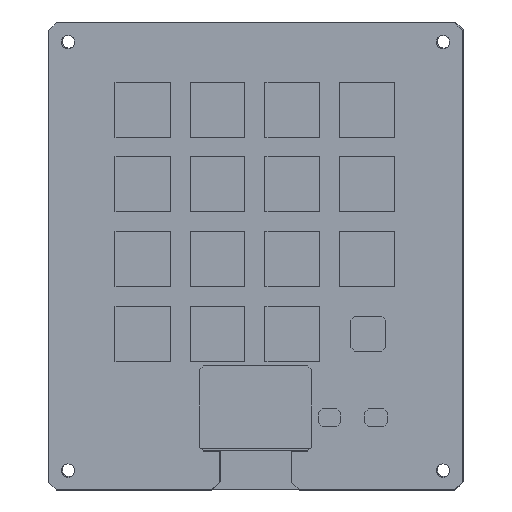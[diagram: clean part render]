
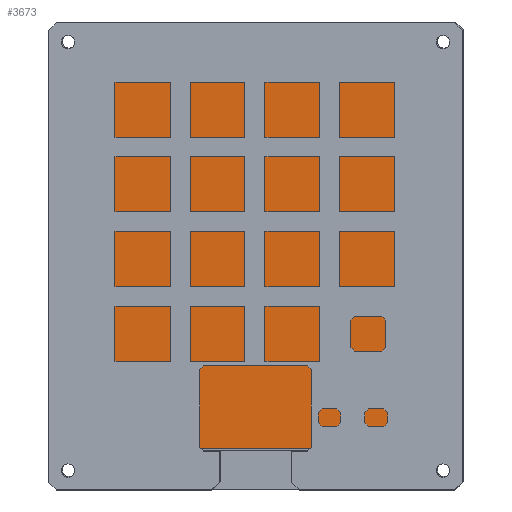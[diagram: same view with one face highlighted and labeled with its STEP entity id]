
A CAD part, top view. The second image highlights one B-rep face of the part: STEP entity #3673.
In plain terms, the highlighted planar face has unit normal (0, 0, 1).
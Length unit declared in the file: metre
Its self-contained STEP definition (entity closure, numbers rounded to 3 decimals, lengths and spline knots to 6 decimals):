
#1055=ORIENTED_EDGE('',*,*,#1544,.F.);
#1056=ORIENTED_EDGE('',*,*,#1548,.T.);
#1057=ORIENTED_EDGE('',*,*,#1551,.T.);
#1058=ORIENTED_EDGE('',*,*,#1553,.F.);
#1544=EDGE_CURVE('',#1877,#1878,#2327,.T.);
#1548=EDGE_CURVE('',#1877,#1880,#2331,.T.);
#1551=EDGE_CURVE('',#1880,#1882,#2334,.T.);
#1553=EDGE_CURVE('',#1878,#1882,#2336,.T.);
#1877=VERTEX_POINT('',#5842);
#1878=VERTEX_POINT('',#5844);
#1880=VERTEX_POINT('',#5850);
#1882=VERTEX_POINT('',#5856);
#2327=LINE('',#5843,#2781);
#2331=LINE('',#5851,#2785);
#2334=LINE('',#5857,#2788);
#2336=LINE('',#5860,#2790);
#2781=VECTOR('',#4830,1.);
#2785=VECTOR('',#4836,1.);
#2788=VECTOR('',#4841,1.);
#2790=VECTOR('',#4845,1.);
#3051=EDGE_LOOP('',(#1055,#1056,#1057,#1058));
#3313=FACE_BOUND('',#3051,.T.);
#3485=PLANE('',#3937);
#3673=ADVANCED_FACE('',(#3313),#3485,.T.);
#3937=AXIS2_PLACEMENT_3D('',#5861,#4846,#4847);
#4830=DIRECTION('',(0.,1.,0.));
#4836=DIRECTION('',(1.,0.,0.));
#4841=DIRECTION('',(0.,1.,0.));
#4845=DIRECTION('',(1.,0.,0.));
#4846=DIRECTION('',(0.,0.,1.));
#4847=DIRECTION('',(1.,0.,0.));
#5842=CARTESIAN_POINT('',(0.,0.,0.002));
#5843=CARTESIAN_POINT('',(0.,0.049586,0.002));
#5844=CARTESIAN_POINT('',(0.,0.099172,0.002));
#5850=CARTESIAN_POINT('',(0.085725,0.,0.002));
#5851=CARTESIAN_POINT('',(0.042863,0.,0.002));
#5856=CARTESIAN_POINT('',(0.085725,0.099172,0.002));
#5857=CARTESIAN_POINT('',(0.085725,0.049586,0.002));
#5860=CARTESIAN_POINT('',(0.042863,0.099172,0.002));
#5861=CARTESIAN_POINT('',(0.042863,0.049586,0.002));
